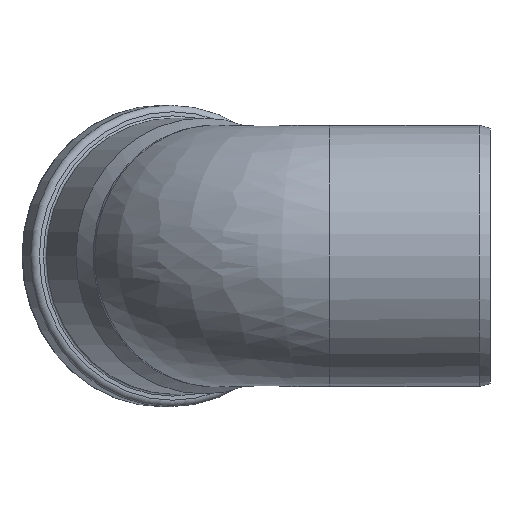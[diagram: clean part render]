
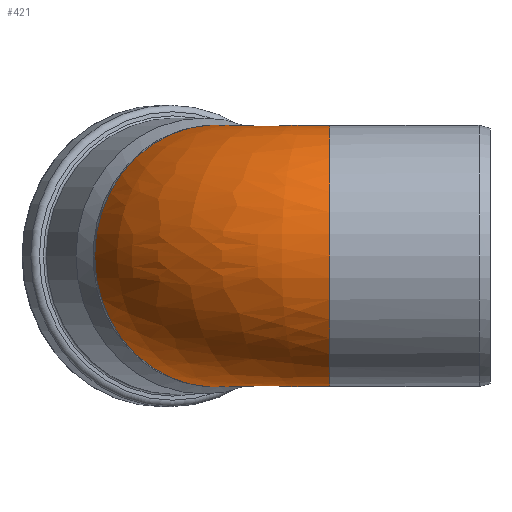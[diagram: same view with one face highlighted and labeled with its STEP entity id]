
A CAD part, left-side view. The second image highlights one B-rep face of the part: STEP entity #421.
In plain terms, the highlighted free-form (B-spline) face has degree [2, 2] with [9, 3] control points.
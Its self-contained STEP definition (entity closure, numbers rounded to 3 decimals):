
#40=(
BOUNDED_SURFACE()
B_SPLINE_SURFACE(2,2,((#854,#855,#856),(#857,#858,#859),(#860,#861,#862),
(#863,#864,#865),(#866,#867,#868),(#869,#870,#871),(#872,#873,#874),(#875,
#876,#877),(#878,#879,#880)),.UNSPECIFIED.,.F.,.F.,.F.)
B_SPLINE_SURFACE_WITH_KNOTS((3,2,2,2,3),(3,3),(-2.722,-1.361,
0.,1.361,2.722),(0.,
1.178),.UNSPECIFIED.)
GEOMETRIC_REPRESENTATION_ITEM()
RATIONAL_B_SPLINE_SURFACE(((1.,0.831,1.),(0.777,
0.646,0.777),(1.,0.831,1.),(0.777,
0.646,0.777),(1.,0.831,1.),(0.777,
0.646,0.777),(1.,0.831,1.),(0.777,
0.646,0.777),(1.,0.831,1.)))
REPRESENTATION_ITEM('')
SURFACE()
);
#42=B_SPLINE_CURVE_WITH_KNOTS('',3,(#701,#702,#703,#704,#705,#706,#707,
#708,#709,#710,#711,#712,#713),.UNSPECIFIED.,.F.,.F.,(4,3,3,3,4),(-0.001,
0.068,0.106,0.136,0.213),
 .UNSPECIFIED.);
#44=B_SPLINE_CURVE_WITH_KNOTS('',3,(#753,#754,#755,#756,#757,#758,#759,
#760,#761,#762,#763,#764,#765),.UNSPECIFIED.,.F.,.F.,(4,3,3,3,4),(-0.001,
0.077,0.106,0.145,0.213),
 .UNSPECIFIED.);
#93=FACE_OUTER_BOUND('',#131,.T.);
#131=EDGE_LOOP('',(#332,#333,#334,#335));
#196=CIRCLE('',#463,55.15);
#197=CIRCLE('',#464,55.15);
#231=VERTEX_POINT('',#698);
#232=VERTEX_POINT('',#700);
#235=VERTEX_POINT('',#750);
#236=VERTEX_POINT('',#752);
#272=EDGE_CURVE('',#232,#231,#42,.T.);
#276=EDGE_CURVE('',#236,#235,#44,.T.);
#283=EDGE_CURVE('',#232,#235,#196,.T.);
#284=EDGE_CURVE('',#231,#236,#197,.T.);
#332=ORIENTED_EDGE('',*,*,#276,.T.);
#333=ORIENTED_EDGE('',*,*,#283,.F.);
#334=ORIENTED_EDGE('',*,*,#272,.T.);
#335=ORIENTED_EDGE('',*,*,#284,.T.);
#421=ADVANCED_FACE('',(#93),#40,.F.);
#463=AXIS2_PLACEMENT_3D('',#881,#543,#544);
#464=AXIS2_PLACEMENT_3D('',#882,#545,#546);
#543=DIRECTION('center_axis',(0.924,0.383,0.));
#544=DIRECTION('ref_axis',(0.383,-0.924,0.));
#545=DIRECTION('center_axis',(0.,1.,0.));
#546=DIRECTION('ref_axis',(1.,0.,0.));
#698=CARTESIAN_POINT('',(50.325,67.654,-22.559));
#700=CARTESIAN_POINT('',(51.452,69.341,-22.559));
#701=CARTESIAN_POINT('Ctrl Pts',(51.452,69.341,-22.559));
#702=CARTESIAN_POINT('Ctrl Pts',(51.247,69.242,-22.532));
#703=CARTESIAN_POINT('Ctrl Pts',(51.06,69.109,-22.512));
#704=CARTESIAN_POINT('Ctrl Pts',(50.899,68.947,-22.502));
#705=CARTESIAN_POINT('Ctrl Pts',(50.809,68.857,-22.496));
#706=CARTESIAN_POINT('Ctrl Pts',(50.728,68.758,-22.493));
#707=CARTESIAN_POINT('Ctrl Pts',(50.657,68.652,-22.493));
#708=CARTESIAN_POINT('Ctrl Pts',(50.604,68.571,-22.493));
#709=CARTESIAN_POINT('Ctrl Pts',(50.556,68.487,-22.494));
#710=CARTESIAN_POINT('Ctrl Pts',(50.514,68.399,-22.498));
#711=CARTESIAN_POINT('Ctrl Pts',(50.403,68.164,-22.507));
#712=CARTESIAN_POINT('Ctrl Pts',(50.339,67.912,-22.528));
#713=CARTESIAN_POINT('Ctrl Pts',(50.325,67.654,-22.559));
#750=CARTESIAN_POINT('',(51.452,69.341,22.559));
#752=CARTESIAN_POINT('',(50.325,67.654,22.559));
#753=CARTESIAN_POINT('Ctrl Pts',(50.325,67.654,22.559));
#754=CARTESIAN_POINT('Ctrl Pts',(50.339,67.912,22.528));
#755=CARTESIAN_POINT('Ctrl Pts',(50.403,68.164,22.507));
#756=CARTESIAN_POINT('Ctrl Pts',(50.514,68.399,22.498));
#757=CARTESIAN_POINT('Ctrl Pts',(50.556,68.487,22.494));
#758=CARTESIAN_POINT('Ctrl Pts',(50.604,68.571,22.493));
#759=CARTESIAN_POINT('Ctrl Pts',(50.657,68.652,22.493));
#760=CARTESIAN_POINT('Ctrl Pts',(50.728,68.758,22.493));
#761=CARTESIAN_POINT('Ctrl Pts',(50.809,68.857,22.496));
#762=CARTESIAN_POINT('Ctrl Pts',(50.899,68.947,22.502));
#763=CARTESIAN_POINT('Ctrl Pts',(51.06,69.109,22.512));
#764=CARTESIAN_POINT('Ctrl Pts',(51.247,69.242,22.532));
#765=CARTESIAN_POINT('Ctrl Pts',(51.452,69.341,22.559));
#854=CARTESIAN_POINT('Ctrl Pts',(50.356,67.654,22.49));
#855=CARTESIAN_POINT('Ctrl Pts',(50.356,68.853,22.49));
#856=CARTESIAN_POINT('Ctrl Pts',(51.464,69.312,22.49));
#857=CARTESIAN_POINT('Ctrl Pts',(32.155,67.654,63.243));
#858=CARTESIAN_POINT('Ctrl Pts',(32.155,81.015,63.243));
#859=CARTESIAN_POINT('Ctrl Pts',(44.498,86.127,63.243));
#860=CARTESIAN_POINT('Ctrl Pts',(-11.497,67.654,53.938));
#861=CARTESIAN_POINT('Ctrl Pts',(-11.497,110.182,53.938));
#862=CARTESIAN_POINT('Ctrl Pts',(27.793,126.457,53.938));
#863=CARTESIAN_POINT('Ctrl Pts',(-55.15,67.654,44.633));
#864=CARTESIAN_POINT('Ctrl Pts',(-55.15,139.35,44.633));
#865=CARTESIAN_POINT('Ctrl Pts',(11.088,166.787,44.633));
#866=CARTESIAN_POINT('Ctrl Pts',(-55.15,67.654,0.));
#867=CARTESIAN_POINT('Ctrl Pts',(-55.15,139.35,0.));
#868=CARTESIAN_POINT('Ctrl Pts',(11.088,166.787,0.));
#869=CARTESIAN_POINT('Ctrl Pts',(-55.15,67.654,-44.633));
#870=CARTESIAN_POINT('Ctrl Pts',(-55.15,139.35,-44.633));
#871=CARTESIAN_POINT('Ctrl Pts',(11.088,166.787,-44.633));
#872=CARTESIAN_POINT('Ctrl Pts',(-11.497,67.654,-53.938));
#873=CARTESIAN_POINT('Ctrl Pts',(-11.497,110.182,-53.938));
#874=CARTESIAN_POINT('Ctrl Pts',(27.793,126.457,-53.938));
#875=CARTESIAN_POINT('Ctrl Pts',(32.155,67.654,-63.243));
#876=CARTESIAN_POINT('Ctrl Pts',(32.155,81.015,-63.243));
#877=CARTESIAN_POINT('Ctrl Pts',(44.498,86.127,-63.243));
#878=CARTESIAN_POINT('Ctrl Pts',(50.356,67.654,-22.49));
#879=CARTESIAN_POINT('Ctrl Pts',(50.356,68.853,-22.49));
#880=CARTESIAN_POINT('Ctrl Pts',(51.464,69.312,-22.49));
#881=CARTESIAN_POINT('Origin',(32.193,115.835,0.));
#882=CARTESIAN_POINT('Origin',(0.,67.654,0.));
